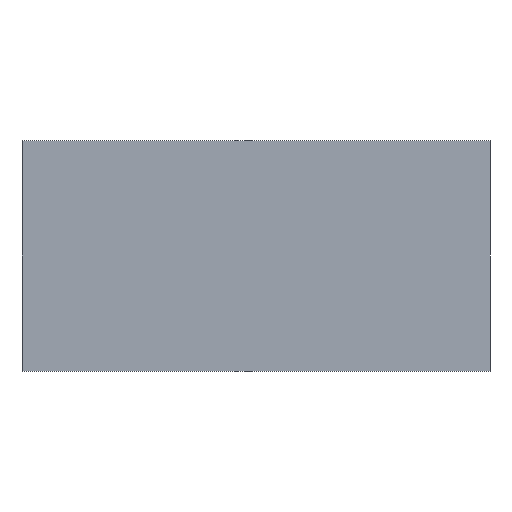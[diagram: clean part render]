
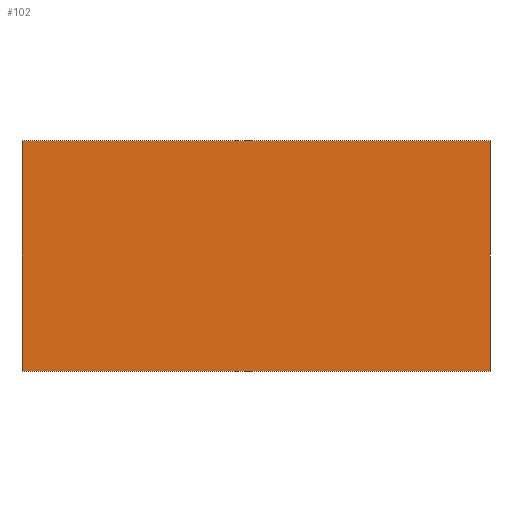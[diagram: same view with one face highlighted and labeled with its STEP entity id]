
A CAD part, front view. The second image highlights one B-rep face of the part: STEP entity #102.
In plain terms, the highlighted planar face has unit normal (0, -1, 0).
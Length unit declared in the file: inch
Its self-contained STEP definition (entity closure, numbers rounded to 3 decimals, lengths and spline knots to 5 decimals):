
#16=FACE_OUTER_BOUND('',#22,.T.);
#22=EDGE_LOOP('',(#75,#76,#77,#78));
#30=LINE('',#150,#42);
#31=LINE('',#153,#43);
#32=LINE('',#155,#44);
#33=LINE('',#156,#45);
#42=VECTOR('',#122,0.03937);
#43=VECTOR('',#125,0.08);
#44=VECTOR('',#126,0.08);
#45=VECTOR('',#127,0.03937);
#52=VERTEX_POINT('',#144);
#54=VERTEX_POINT('',#148);
#55=VERTEX_POINT('',#152);
#56=VERTEX_POINT('',#154);
#62=EDGE_CURVE('',#52,#54,#30,.T.);
#63=EDGE_CURVE('',#52,#55,#31,.T.);
#64=EDGE_CURVE('',#56,#54,#32,.T.);
#65=EDGE_CURVE('',#55,#56,#33,.T.);
#75=ORIENTED_EDGE('',*,*,#63,.F.);
#76=ORIENTED_EDGE('',*,*,#62,.T.);
#77=ORIENTED_EDGE('',*,*,#64,.F.);
#78=ORIENTED_EDGE('',*,*,#65,.F.);
#96=PLANE('',#110);
#102=ADVANCED_FACE('',(#16),#96,.T.);
#110=AXIS2_PLACEMENT_3D('',#151,#123,#124);
#122=DIRECTION('',(0.,0.,1.));
#123=DIRECTION('center_axis',(0.,-1.,0.));
#124=DIRECTION('ref_axis',(1.,0.,0.));
#125=DIRECTION('',(-1.,0.,0.));
#126=DIRECTION('',(1.,0.,0.));
#127=DIRECTION('',(0.,0.,1.));
#144=CARTESIAN_POINT('',(0.04,-0.14469,0.));
#148=CARTESIAN_POINT('',(0.04,-0.14469,0.03937));
#150=CARTESIAN_POINT('',(0.04,-0.14469,0.));
#151=CARTESIAN_POINT('Origin',(-0.04,-0.14469,0.));
#152=CARTESIAN_POINT('',(-0.04,-0.14469,0.));
#153=CARTESIAN_POINT('',(0.04,-0.14469,0.));
#154=CARTESIAN_POINT('',(-0.04,-0.14469,0.03937));
#155=CARTESIAN_POINT('',(0.04,-0.14469,0.03937));
#156=CARTESIAN_POINT('',(-0.04,-0.14469,0.));
